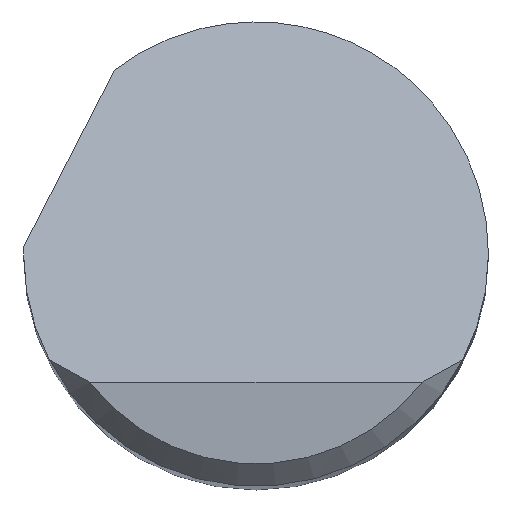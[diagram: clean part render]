
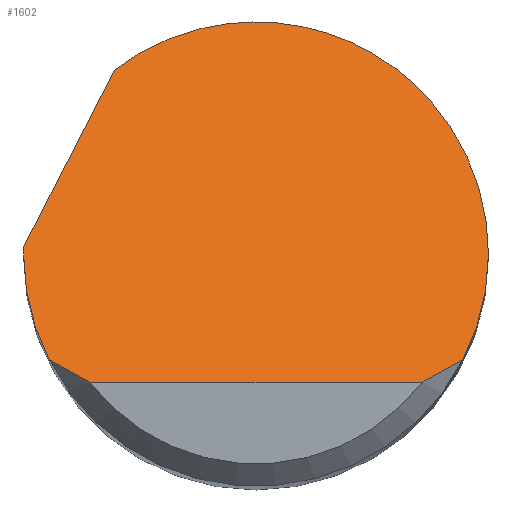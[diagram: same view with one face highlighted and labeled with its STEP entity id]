
A CAD part, top view. The second image highlights one B-rep face of the part: STEP entity #1602.
In plain terms, the highlighted planar face has unit normal (0, 0.707, 0.707).
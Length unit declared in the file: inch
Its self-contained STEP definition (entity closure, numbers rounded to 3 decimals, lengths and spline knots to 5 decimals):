
#10 = CARTESIAN_POINT ( 'NONE',  ( 0.13906, -0.07125, 2.985 ) ) ;
#14 = VERTEX_POINT ( 'NONE', #507 ) ;
#22 = VECTOR ( 'NONE', #1092, 39.37008 ) ;
#30 = CARTESIAN_POINT ( 'NONE',  ( -0.13035, -0.07657, 2.99032 ) ) ;
#114 = CARTESIAN_POINT ( 'NONE',  ( -0.15625, 0.00167, 2.91208 ) ) ;
#139 = CARTESIAN_POINT ( 'NONE',  ( -0.09521, 0.12389, 2.78986 ) ) ;
#174 =( BOUNDED_CURVE ( )  B_SPLINE_CURVE ( 3, ( #1463, #114, #1113, #579 ),
 .UNSPECIFIED., .F., .F. ) 
 B_SPLINE_CURVE_WITH_KNOTS ( ( 4, 4 ),
 ( 4.71239, 4.74439 ),
 .UNSPECIFIED. ) 
 CURVE ( )  GEOMETRIC_REPRESENTATION_ITEM ( )  RATIONAL_B_SPLINE_CURVE ( ( 1., 1., 1., 1. ) ) 
 REPRESENTATION_ITEM ( '' )  );
#178 = CARTESIAN_POINT ( 'NONE',  ( 0.12131, -0.0816, 2.99535 ) ) ;
#215 = CARTESIAN_POINT ( 'NONE',  ( 0.02277, 0.21456, 2.69919 ) ) ;
#261 = ORIENTED_EDGE ( 'NONE', *, *, #566, .F. ) ;
#269 = CARTESIAN_POINT ( 'NONE',  ( -0.15625, -0.08625, 3. ) ) ;
#273 = ORIENTED_EDGE ( 'NONE', *, *, #650, .F. ) ;
#318 = DIRECTION ( 'NONE',  ( 1., 0., 0. ) ) ;
#339 = CARTESIAN_POINT ( 'NONE',  ( 0.15625, -0.02489, 2.93864 ) ) ;
#397 = B_SPLINE_CURVE_WITH_KNOTS ( 'NONE', 3,
 ( #1294, #178, #674, #707 ),
 .UNSPECIFIED., .F., .F.,
 ( 4, 4 ),
 ( 0., 0.00088 ),
 .UNSPECIFIED. ) ;
#431 = EDGE_CURVE ( 'NONE', #1403, #1106, #833, .T. ) ;
#447 = B_SPLINE_CURVE_WITH_KNOTS ( 'NONE', 3,
 ( #757, #30, #1013, #1510 ),
 .UNSPECIFIED., .F., .F.,
 ( 4, 4 ),
 ( 0., 0.00088 ),
 .UNSPECIFIED. ) ;
#459 = CARTESIAN_POINT ( 'NONE',  ( -0.15625, 0., 2.91375 ) ) ;
#507 = CARTESIAN_POINT ( 'NONE',  ( -0.15617, 0.005, 2.90875 ) ) ;
#540 = VERTEX_POINT ( 'NONE', #459 ) ;
#566 = EDGE_CURVE ( 'NONE', #14, #1403, #978, .T. ) ;
#568 = ORIENTED_EDGE ( 'NONE', *, *, #1190, .T. ) ;
#570 = CARTESIAN_POINT ( 'NONE',  ( 0., -0.08625, 3. ) ) ;
#579 = CARTESIAN_POINT ( 'NONE',  ( -0.15617, 0.005, 2.90875 ) ) ;
#581 = CARTESIAN_POINT ( 'NONE',  ( 0.15625, 0., 2.91375 ) ) ;
#606 = CARTESIAN_POINT ( 'NONE',  ( 0.15041, -0.04909, 2.96284 ) ) ;
#625 = DIRECTION ( 'NONE',  ( 0., 0.707, -0.707 ) ) ;
#650 = EDGE_CURVE ( 'NONE', #912, #540, #728, .T. ) ;
#674 = CARTESIAN_POINT ( 'NONE',  ( 0.13035, -0.07657, 2.99032 ) ) ;
#707 = CARTESIAN_POINT ( 'NONE',  ( 0.13906, -0.07125, 2.985 ) ) ;
#720 = EDGE_CURVE ( 'NONE', #912, #1346, #447, .T. ) ;
#728 =( BOUNDED_CURVE ( )  B_SPLINE_CURVE ( 3, ( #1136, #1125, #1371, #1115 ),
 .UNSPECIFIED., .F., .F. ) 
 B_SPLINE_CURVE_WITH_KNOTS ( ( 4, 4 ),
 ( 4.23889, 4.71239 ),
 .UNSPECIFIED. ) 
 CURVE ( )  GEOMETRIC_REPRESENTATION_ITEM ( )  RATIONAL_B_SPLINE_CURVE ( ( 1., 0.981, 0.981, 1. ) ) 
 REPRESENTATION_ITEM ( '' )  );
#757 = CARTESIAN_POINT ( 'NONE',  ( -0.13906, -0.07125, 2.985 ) ) ;
#833 =( BOUNDED_CURVE ( )  B_SPLINE_CURVE ( 3, ( #1465, #215, #1068, #581 ),
 .UNSPECIFIED., .F., .T. ) 
 B_SPLINE_CURVE_WITH_KNOTS ( ( 4, 4 ),
 ( 5.62792, 7.85398 ),
 .UNSPECIFIED. ) 
 CURVE ( )  GEOMETRIC_REPRESENTATION_ITEM ( )  RATIONAL_B_SPLINE_CURVE ( ( 1., 0.628, 0.628, 1. ) ) 
 REPRESENTATION_ITEM ( '' )  );
#884 = CARTESIAN_POINT ( 'NONE',  ( -0.11186, -0.08625, 3. ) ) ;
#905 = EDGE_LOOP ( 'NONE', ( #568, #1232, #1279, #1129, #261, #1021, #273, #1351 ) ) ;
#909 = DIRECTION ( 'NONE',  ( 0., -0.707, -0.707 ) ) ;
#912 = VERTEX_POINT ( 'NONE', #1307 ) ;
#978 = LINE ( 'NONE', #1224, #22 ) ;
#997 = VERTEX_POINT ( 'NONE', #1417 ) ;
#1013 = CARTESIAN_POINT ( 'NONE',  ( -0.12131, -0.0816, 2.99535 ) ) ;
#1021 = ORIENTED_EDGE ( 'NONE', *, *, #1081, .F. ) ;
#1055 = EDGE_CURVE ( 'NONE', #997, #1393, #397, .T. ) ;
#1068 = CARTESIAN_POINT ( 'NONE',  ( 0.15625, 0.1488, 2.76495 ) ) ;
#1081 = EDGE_CURVE ( 'NONE', #540, #14, #174, .T. ) ;
#1091 = EDGE_CURVE ( 'NONE', #1106, #1393, #1392, .T. ) ;
#1092 = DIRECTION ( 'NONE',  ( 0.341, 0.665, -0.665 ) ) ;
#1106 = VERTEX_POINT ( 'NONE', #1325 ) ;
#1113 = CARTESIAN_POINT ( 'NONE',  ( -0.15622, 0.00333, 2.91042 ) ) ;
#1115 = CARTESIAN_POINT ( 'NONE',  ( -0.15625, 0., 2.91375 ) ) ;
#1125 = CARTESIAN_POINT ( 'NONE',  ( -0.15041, -0.04909, 2.96284 ) ) ;
#1129 = ORIENTED_EDGE ( 'NONE', *, *, #431, .F. ) ;
#1136 = CARTESIAN_POINT ( 'NONE',  ( -0.13906, -0.07125, 2.985 ) ) ;
#1190 = EDGE_CURVE ( 'NONE', #1346, #997, #1231, .T. ) ;
#1224 = CARTESIAN_POINT ( 'NONE',  ( -0.19753, -0.07567, 2.98942 ) ) ;
#1231 = LINE ( 'NONE', #570, #1241 ) ;
#1232 = ORIENTED_EDGE ( 'NONE', *, *, #1055, .T. ) ;
#1241 = VECTOR ( 'NONE', #318, 39.37008 ) ;
#1279 = ORIENTED_EDGE ( 'NONE', *, *, #1091, .F. ) ;
#1294 = CARTESIAN_POINT ( 'NONE',  ( 0.11186, -0.08625, 3. ) ) ;
#1307 = CARTESIAN_POINT ( 'NONE',  ( -0.13906, -0.07125, 2.985 ) ) ;
#1325 = CARTESIAN_POINT ( 'NONE',  ( 0.15625, 0., 2.91375 ) ) ;
#1346 = VERTEX_POINT ( 'NONE', #884 ) ;
#1351 = ORIENTED_EDGE ( 'NONE', *, *, #720, .T. ) ;
#1368 = FACE_OUTER_BOUND ( 'NONE', #905, .T. ) ;
#1371 = CARTESIAN_POINT ( 'NONE',  ( -0.15625, -0.02489, 2.93864 ) ) ;
#1388 = PLANE ( 'NONE',  #1556 ) ;
#1392 =( BOUNDED_CURVE ( )  B_SPLINE_CURVE ( 3, ( #1456, #339, #606, #1608 ),
 .UNSPECIFIED., .F., .F. ) 
 B_SPLINE_CURVE_WITH_KNOTS ( ( 4, 4 ),
 ( 1.5708, 2.04429 ),
 .UNSPECIFIED. ) 
 CURVE ( )  GEOMETRIC_REPRESENTATION_ITEM ( )  RATIONAL_B_SPLINE_CURVE ( ( 1., 0.981, 0.981, 1. ) ) 
 REPRESENTATION_ITEM ( '' )  );
#1393 = VERTEX_POINT ( 'NONE', #10 ) ;
#1403 = VERTEX_POINT ( 'NONE', #139 ) ;
#1417 = CARTESIAN_POINT ( 'NONE',  ( 0.11186, -0.08625, 3. ) ) ;
#1456 = CARTESIAN_POINT ( 'NONE',  ( 0.15625, 0., 2.91375 ) ) ;
#1463 = CARTESIAN_POINT ( 'NONE',  ( -0.15625, 0., 2.91375 ) ) ;
#1465 = CARTESIAN_POINT ( 'NONE',  ( -0.09521, 0.12389, 2.78986 ) ) ;
#1510 = CARTESIAN_POINT ( 'NONE',  ( -0.11186, -0.08625, 3. ) ) ;
#1556 = AXIS2_PLACEMENT_3D ( 'NONE', #269, #909, #625 ) ;
#1602 = ADVANCED_FACE ( 'NONE', ( #1368 ), #1388, .F. ) ;
#1608 = CARTESIAN_POINT ( 'NONE',  ( 0.13906, -0.07125, 2.985 ) ) ;
